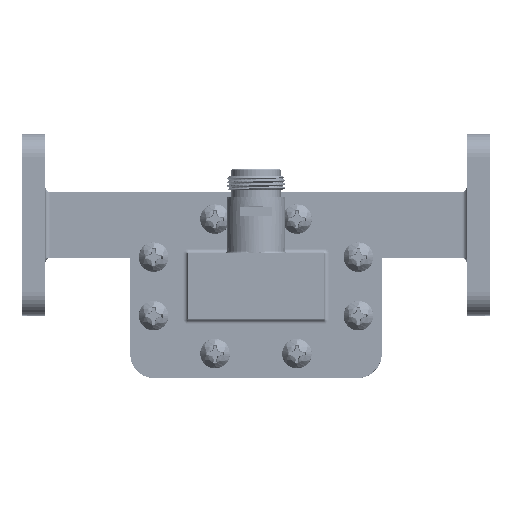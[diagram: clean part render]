
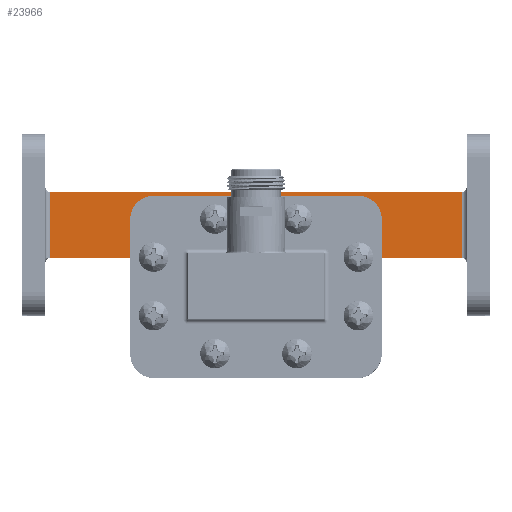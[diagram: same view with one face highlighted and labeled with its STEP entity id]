
A CAD part, top view. The second image highlights one B-rep face of the part: STEP entity #23966.
In plain terms, the highlighted planar face has unit normal (0, 0, 1).
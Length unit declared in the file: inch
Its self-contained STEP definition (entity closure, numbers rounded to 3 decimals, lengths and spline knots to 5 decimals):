
#45 = EDGE_CURVE ( 'NONE', #16645, #3412, #29445, .T. ) ;
#172 = FACE_OUTER_BOUND ( 'NONE', #16919, .T. ) ;
#792 = EDGE_CURVE ( 'NONE', #20871, #16645, #25396, .T. ) ;
#976 = CARTESIAN_POINT ( 'NONE',  ( 0.746, 0.311, 0.726 ) ) ;
#1337 = DIRECTION ( 'NONE',  ( 1., 0., 0. ) ) ;
#2039 = EDGE_CURVE ( 'NONE', #14065, #3412, #20264, .T. ) ;
#2217 = CARTESIAN_POINT ( 'NONE',  ( -2.2, 1.013, 0.726 ) ) ;
#2572 = VECTOR ( 'NONE', #22993, 39.37008 ) ;
#3412 = VERTEX_POINT ( 'NONE', #8248 ) ;
#4751 = DIRECTION ( 'NONE',  ( 0., 1., 0. ) ) ;
#4780 = CARTESIAN_POINT ( 'NONE',  ( 0.746, 0.311, 0.726 ) ) ;
#4932 = VERTEX_POINT ( 'NONE', #5809 ) ;
#5809 = CARTESIAN_POINT ( 'NONE',  ( -0.746, 0.351, 0.726 ) ) ;
#5882 = VERTEX_POINT ( 'NONE', #16135 ) ;
#6434 = CARTESIAN_POINT ( 'NONE',  ( -0.726, 0.351, 0.726 ) ) ;
#6437 = EDGE_CURVE ( 'NONE', #28306, #4932, #15911, .T. ) ;
#6541 = ORIENTED_EDGE ( 'NONE', *, *, #792, .T. ) ;
#6971 = CARTESIAN_POINT ( 'NONE',  ( -2.5, 0.311, 0.726 ) ) ;
#7208 = AXIS2_PLACEMENT_3D ( 'NONE', #28549, #31756, #11716 ) ;
#7711 = CARTESIAN_POINT ( 'NONE',  ( -0.746, 0.351, 0.726 ) ) ;
#7739 = CARTESIAN_POINT ( 'NONE',  ( -2.2, 0.311, 0.726 ) ) ;
#8000 = ORIENTED_EDGE ( 'NONE', *, *, #45, .T. ) ;
#8248 = CARTESIAN_POINT ( 'NONE',  ( 2.2, 1.013, 0.726 ) ) ;
#10873 = DIRECTION ( 'NONE',  ( 1., 0., 0. ) ) ;
#11716 = DIRECTION ( 'NONE',  ( -1., 0., 0. ) ) ;
#11755 = ORIENTED_EDGE ( 'NONE', *, *, #32891, .T. ) ;
#12558 = CARTESIAN_POINT ( 'NONE',  ( 0.726, 0.371, 0.726 ) ) ;
#12646 = DIRECTION ( 'NONE',  ( -1., 0., 0. ) ) ;
#12709 = CARTESIAN_POINT ( 'NONE',  ( -2.2, 0.311, 0.726 ) ) ;
#13796 = VERTEX_POINT ( 'NONE', #12558 ) ;
#13980 = AXIS2_PLACEMENT_3D ( 'NONE', #15475, #15119, #12646 ) ;
#14025 = CARTESIAN_POINT ( 'NONE',  ( -0.726, 0.371, 0.726 ) ) ;
#14065 = VERTEX_POINT ( 'NONE', #2217 ) ;
#14382 = VERTEX_POINT ( 'NONE', #12709 ) ;
#15119 = DIRECTION ( 'NONE',  ( 0., 0., -1. ) ) ;
#15243 = PLANE ( 'NONE',  #13980 ) ;
#15475 = CARTESIAN_POINT ( 'NONE',  ( -2.5, 0.311, 0.726 ) ) ;
#15911 = CIRCLE ( 'NONE', #23343, 0.02 ) ;
#16135 = CARTESIAN_POINT ( 'NONE',  ( -0.746, 0.311, 0.726 ) ) ;
#16182 = ORIENTED_EDGE ( 'NONE', *, *, #32735, .T. ) ;
#16245 = CARTESIAN_POINT ( 'NONE',  ( 0.746, 0.351, 0.726 ) ) ;
#16645 = VERTEX_POINT ( 'NONE', #31175 ) ;
#16777 = VECTOR ( 'NONE', #4751, 39.37008 ) ;
#16815 = DIRECTION ( 'NONE',  ( 0., 1., 0. ) ) ;
#16919 = EDGE_LOOP ( 'NONE', ( #16182, #29126, #19548, #20220, #25168, #34600, #6541, #8000, #35994, #11755 ) ) ;
#17276 = LINE ( 'NONE', #6971, #19466 ) ;
#17968 = LINE ( 'NONE', #33635, #35041 ) ;
#18472 = VECTOR ( 'NONE', #16815, 39.37008 ) ;
#19303 = EDGE_CURVE ( 'NONE', #35770, #13796, #31475, .T. ) ;
#19466 = VECTOR ( 'NONE', #1337, 39.37008 ) ;
#19548 = ORIENTED_EDGE ( 'NONE', *, *, #6437, .F. ) ;
#20220 = ORIENTED_EDGE ( 'NONE', *, *, #21982, .T. ) ;
#20264 = LINE ( 'NONE', #27699, #32575 ) ;
#20563 = CARTESIAN_POINT ( 'NONE',  ( -2.5, 0.311, 0.726 ) ) ;
#20871 = VERTEX_POINT ( 'NONE', #976 ) ;
#21982 = EDGE_CURVE ( 'NONE', #28306, #13796, #17968, .T. ) ;
#22993 = DIRECTION ( 'NONE',  ( 1., 0., 0. ) ) ;
#23343 = AXIS2_PLACEMENT_3D ( 'NONE', #6434, #28930, #26107 ) ;
#23567 = LINE ( 'NONE', #4780, #30170 ) ;
#23966 = ADVANCED_FACE ( 'NONE', ( #172 ), #15243, .F. ) ;
#24432 = DIRECTION ( 'NONE',  ( 0., -1., 0. ) ) ;
#25168 = ORIENTED_EDGE ( 'NONE', *, *, #19303, .F. ) ;
#25396 = LINE ( 'NONE', #20563, #2572 ) ;
#26107 = DIRECTION ( 'NONE',  ( -1., 0., 0. ) ) ;
#27699 = CARTESIAN_POINT ( 'NONE',  ( -2.5, 1.013, 0.726 ) ) ;
#28306 = VERTEX_POINT ( 'NONE', #14025 ) ;
#28549 = CARTESIAN_POINT ( 'NONE',  ( 0.726, 0.351, 0.726 ) ) ;
#28656 = LINE ( 'NONE', #7739, #30456 ) ;
#28930 = DIRECTION ( 'NONE',  ( 0., 0., 1. ) ) ;
#29126 = ORIENTED_EDGE ( 'NONE', *, *, #33475, .T. ) ;
#29445 = LINE ( 'NONE', #33497, #18472 ) ;
#30170 = VECTOR ( 'NONE', #24432, 39.37008 ) ;
#30456 = VECTOR ( 'NONE', #33018, 39.37008 ) ;
#30849 = EDGE_CURVE ( 'NONE', #35770, #20871, #23567, .T. ) ;
#31171 = DIRECTION ( 'NONE',  ( 1., 0., 0. ) ) ;
#31175 = CARTESIAN_POINT ( 'NONE',  ( 2.2, 0.311, 0.726 ) ) ;
#31475 = CIRCLE ( 'NONE', #7208, 0.02 ) ;
#31756 = DIRECTION ( 'NONE',  ( 0., 0., 1. ) ) ;
#32575 = VECTOR ( 'NONE', #10873, 39.37008 ) ;
#32588 = LINE ( 'NONE', #7711, #16777 ) ;
#32735 = EDGE_CURVE ( 'NONE', #14382, #5882, #17276, .T. ) ;
#32891 = EDGE_CURVE ( 'NONE', #14065, #14382, #28656, .T. ) ;
#33018 = DIRECTION ( 'NONE',  ( 0., -1., 0. ) ) ;
#33475 = EDGE_CURVE ( 'NONE', #5882, #4932, #32588, .T. ) ;
#33497 = CARTESIAN_POINT ( 'NONE',  ( 2.2, 0.311, 0.726 ) ) ;
#33635 = CARTESIAN_POINT ( 'NONE',  ( 0.726, 0.371, 0.726 ) ) ;
#34600 = ORIENTED_EDGE ( 'NONE', *, *, #30849, .T. ) ;
#35041 = VECTOR ( 'NONE', #31171, 39.37008 ) ;
#35770 = VERTEX_POINT ( 'NONE', #16245 ) ;
#35994 = ORIENTED_EDGE ( 'NONE', *, *, #2039, .F. ) ;
